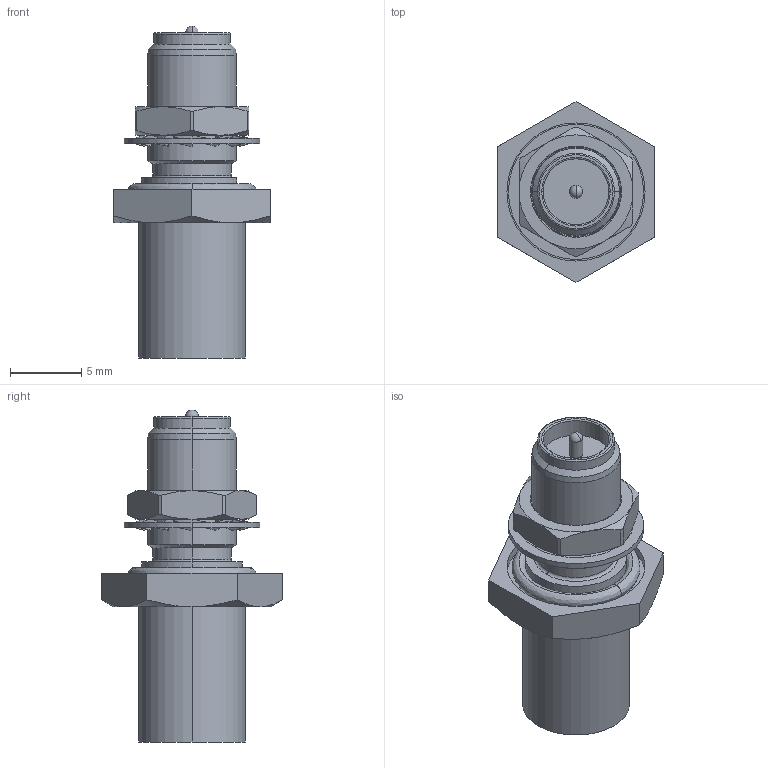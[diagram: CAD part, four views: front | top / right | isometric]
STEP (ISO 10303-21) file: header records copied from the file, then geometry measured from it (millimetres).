
FILE_DESCRIPTION (( 'STEP AP214' ), '1' );
FILE_NAME ('J01151R0181.STEP', '2018-09-19T13:00:20', ( '' ), ( '' ), 'SwSTEP 2.0', 'SolidWorks 2017', '' );
FILE_SCHEMA (( 'AUTOMOTIVE_DESIGN' ));
Length unit declared in the file: millimetre
Products named in the file (1): J01151R0181
Bounding box: 11 x 12.7 x 23.32 mm (x, y, z)
Volume: 841.3 mm3; surface area: 1222.9 mm2
Topology: 3 solids, 3 shells, 168 faces, 404 edges, 249 vertices
Faces by surface type: plane 52, bspline 42, cylinder 34, cone 32, torus 6, sphere 2
Entity records: 7325 total; most frequent: CARTESIAN_POINT 1776, ORIENTED_EDGE 804, DIRECTION 688, EDGE_CURVE 402, AXIS2_PLACEMENT_3D 249, VERTEX_POINT 249, LINE 190, VECTOR 190
